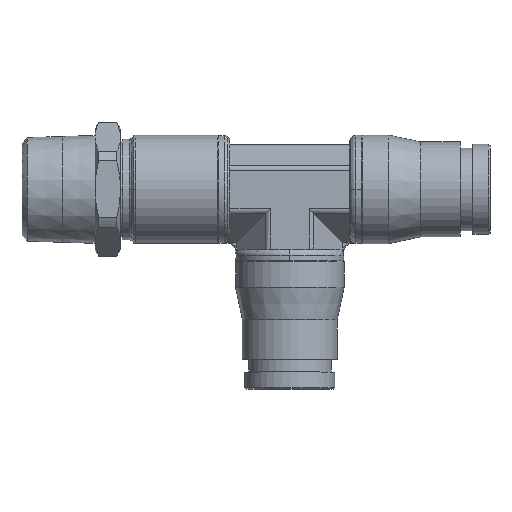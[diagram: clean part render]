
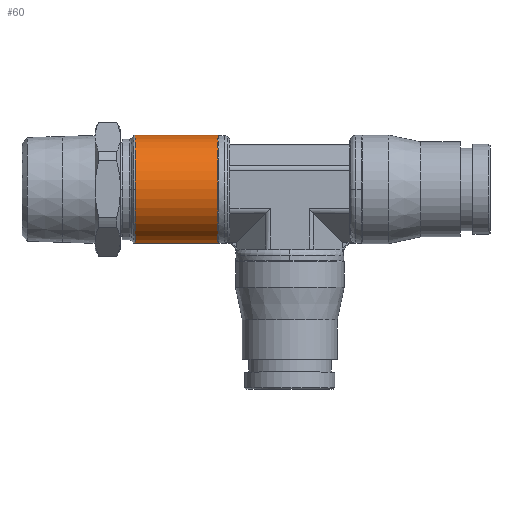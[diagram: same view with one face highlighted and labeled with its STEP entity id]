
A CAD part, top view. The second image highlights one B-rep face of the part: STEP entity #60.
In plain terms, the highlighted cylindrical face has radius 8.52 mm (diameter 17.04 mm), a partial arc.
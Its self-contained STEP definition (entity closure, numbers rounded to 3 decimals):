
#60=ADVANCED_FACE('',(#255),#256,.T.);
#255=FACE_OUTER_BOUND('',#628,.T.);
#256=CYLINDRICAL_SURFACE('',#629,8.52);
#628=EDGE_LOOP('',(#1076,#1077,#1078,#1079,#1080));
#629=AXIS2_PLACEMENT_3D('',#1081,#1082,#1083);
#1076=ORIENTED_EDGE('',*,*,#2463,.F.);
#1077=ORIENTED_EDGE('',*,*,#2464,.T.);
#1078=ORIENTED_EDGE('',*,*,#2465,.T.);
#1079=ORIENTED_EDGE('',*,*,#2466,.F.);
#1080=ORIENTED_EDGE('',*,*,#2460,.F.);
#1081=CARTESIAN_POINT('',(-49.373,0.0,0.0));
#1082=DIRECTION('',(1.0,0.0,0.0));
#1083=DIRECTION('',(0.0,1.0,0.0));
#2460=EDGE_CURVE('',#2947,#2950,#2951,.T.);
#2463=EDGE_CURVE('',#2955,#2947,#2956,.T.);
#2464=EDGE_CURVE('',#2955,#2957,#2958,.T.);
#2465=EDGE_CURVE('',#2957,#2959,#2960,.T.);
#2466=EDGE_CURVE('',#2950,#2959,#2961,.T.);
#2947=VERTEX_POINT('',#3723);
#2950=VERTEX_POINT('',#3727);
#2951=CIRCLE('',#3728,8.52);
#2955=VERTEX_POINT('',#3733);
#2956=LINE('',#3734,#3735);
#2957=VERTEX_POINT('',#3736);
#2958=CIRCLE('',#3737,8.52);
#2959=VERTEX_POINT('',#3738);
#2960=CIRCLE('',#3739,8.52);
#2961=LINE('',#3740,#3741);
#3723=CARTESIAN_POINT('',(-42.881,8.52,0.0));
#3727=CARTESIAN_POINT('',(-42.881,-8.52,0.));
#3728=AXIS2_PLACEMENT_3D('',#5253,#5254,#5255);
#3733=CARTESIAN_POINT('',(-55.865,8.52,0.0));
#3734=CARTESIAN_POINT('',(-49.373,8.52,0.));
#3735=VECTOR('',#5260,1.0);
#3736=CARTESIAN_POINT('',(-55.865,0.,8.52));
#3737=AXIS2_PLACEMENT_3D('',#5261,#5262,#5263);
#3738=CARTESIAN_POINT('',(-55.865,-8.52,0.));
#3739=AXIS2_PLACEMENT_3D('',#5264,#5265,#5266);
#3740=CARTESIAN_POINT('',(-49.373,-8.52,0.));
#3741=VECTOR('',#5267,1.0);
#5253=CARTESIAN_POINT('',(-42.881,0.0,0.0));
#5254=DIRECTION('',(1.0,0.0,0.0));
#5255=DIRECTION('',(0.0,1.0,0.0));
#5260=DIRECTION('',(1.0,0.0,0.0));
#5261=CARTESIAN_POINT('',(-55.865,0.0,0.0));
#5262=DIRECTION('',(1.0,0.0,0.0));
#5263=DIRECTION('',(0.0,1.0,0.0));
#5264=CARTESIAN_POINT('',(-55.865,0.0,0.0));
#5265=DIRECTION('',(1.0,0.0,0.0));
#5266=DIRECTION('',(0.0,1.0,0.0));
#5267=DIRECTION('',(-1.0,-0.0,-0.0));
